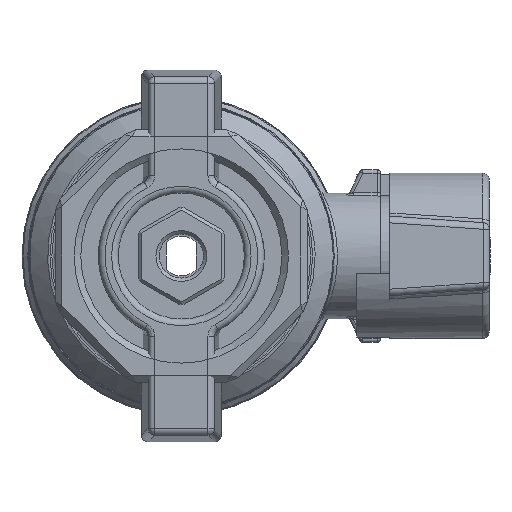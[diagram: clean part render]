
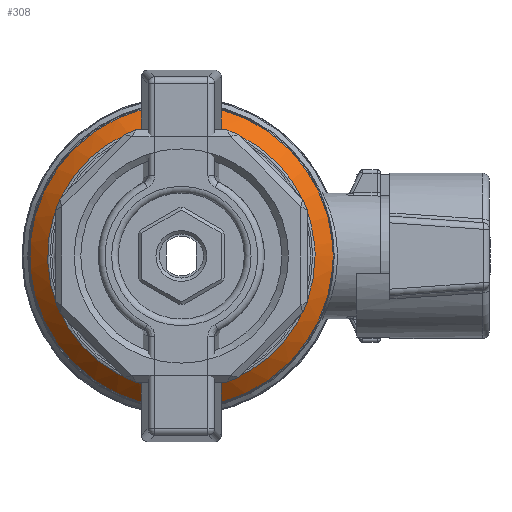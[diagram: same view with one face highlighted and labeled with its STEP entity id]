
A CAD part, front view. The second image highlights one B-rep face of the part: STEP entity #308.
In plain terms, the highlighted conical face has half-angle 45 degrees and reference radius 23 mm.
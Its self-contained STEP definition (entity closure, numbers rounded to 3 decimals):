
#308 = ADVANCED_FACE( '', ( #871, #872 ), #873, .T. );
#871 = FACE_OUTER_BOUND( '', #1744, .T. );
#872 = FACE_BOUND( '', #1745, .T. );
#873 = CONICAL_SURFACE( '', #1746, 23., 0.785 );
#1744 = EDGE_LOOP( '', ( #3847, #3848 ) );
#1745 = EDGE_LOOP( '', ( #3849 ) );
#1746 = AXIS2_PLACEMENT_3D( '', #3850, #3851, #3852 );
#3847 = ORIENTED_EDGE( '', *, *, #5998, .T. );
#3848 = ORIENTED_EDGE( '', *, *, #5999, .T. );
#3849 = ORIENTED_EDGE( '', *, *, #6000, .T. );
#3850 = CARTESIAN_POINT( '', ( 0., 32., 0. ) );
#3851 = DIRECTION( '', ( 0., 1., 0. ) );
#3852 = DIRECTION( '', ( 0., 0., 1. ) );
#5998 = EDGE_CURVE( '', #6866, #6867, #6868, .F. );
#5999 = EDGE_CURVE( '', #6867, #6866, #6869, .T. );
#6000 = EDGE_CURVE( '', #6870, #6870, #6871, .F. );
#6866 = VERTEX_POINT( '', #8127 );
#6867 = VERTEX_POINT( '', #8128 );
#6868 = CIRCLE( '', #8129, 22.854 );
#6869 = B_SPLINE_CURVE_WITH_KNOTS( '', 3, ( #8130, #8131, #8132, #8133, #8134, #8135, #8136, #8137, #8138, #8139, #8140, #8141, #8142, #8143, #8144, #8145, #8146, #8147, #8148, #8149, #8150, #8151, #8152, #8153, #8154, #8155 ), .UNSPECIFIED., .F., .F., ( 4, 2, 2, 2, 2, 1, 2, 2, 1, 2, 2, 2, 2, 4 ), ( 0., 0., 0.001, 0.001, 0.001, 0.002, 0.002, 0.002, 0.002, 0.002, 0.003, 0.003, 0.003, 0.004 ), .UNSPECIFIED. );
#6870 = VERTEX_POINT( '', #8156 );
#6871 = CIRCLE( '', #8157, 20.146 );
#8127 = CARTESIAN_POINT( '', ( 22.769, 31.854, 1.969 ) );
#8128 = CARTESIAN_POINT( '', ( 22.769, 31.854, -1.969 ) );
#8129 = AXIS2_PLACEMENT_3D( '', #11265, #11266, #11267 );
#8130 = CARTESIAN_POINT( '', ( 22.769, 31.854, -1.969 ) );
#8131 = CARTESIAN_POINT( '', ( 22.783, 31.854, -1.805 ) );
#8132 = CARTESIAN_POINT( '', ( 22.797, 31.855, -1.641 ) );
#8133 = CARTESIAN_POINT( '', ( 22.824, 31.861, -1.314 ) );
#8134 = CARTESIAN_POINT( '', ( 22.836, 31.864, -1.15 ) );
#8135 = CARTESIAN_POINT( '', ( 22.852, 31.87, -0.904 ) );
#8136 = CARTESIAN_POINT( '', ( 22.857, 31.872, -0.822 ) );
#8137 = CARTESIAN_POINT( '', ( 22.866, 31.875, -0.658 ) );
#8138 = CARTESIAN_POINT( '', ( 22.869, 31.876, -0.576 ) );
#8139 = CARTESIAN_POINT( '', ( 22.875, 31.879, -0.411 ) );
#8140 = CARTESIAN_POINT( '', ( 22.88, 31.881, -0.247 ) );
#8141 = CARTESIAN_POINT( '', ( 22.882, 31.882, -0.083 ) );
#8142 = CARTESIAN_POINT( '', ( 22.882, 31.882, 0.041 ) );
#8143 = CARTESIAN_POINT( '', ( 22.881, 31.882, 0.082 ) );
#8144 = CARTESIAN_POINT( '', ( 22.881, 31.881, 0.164 ) );
#8145 = CARTESIAN_POINT( '', ( 22.879, 31.88, 0.288 ) );
#8146 = CARTESIAN_POINT( '', ( 22.875, 31.879, 0.411 ) );
#8147 = CARTESIAN_POINT( '', ( 22.869, 31.876, 0.575 ) );
#8148 = CARTESIAN_POINT( '', ( 22.866, 31.875, 0.657 ) );
#8149 = CARTESIAN_POINT( '', ( 22.857, 31.872, 0.822 ) );
#8150 = CARTESIAN_POINT( '', ( 22.852, 31.87, 0.904 ) );
#8151 = CARTESIAN_POINT( '', ( 22.836, 31.864, 1.15 ) );
#8152 = CARTESIAN_POINT( '', ( 22.824, 31.861, 1.314 ) );
#8153 = CARTESIAN_POINT( '', ( 22.797, 31.855, 1.641 ) );
#8154 = CARTESIAN_POINT( '', ( 22.783, 31.854, 1.805 ) );
#8155 = CARTESIAN_POINT( '', ( 22.769, 31.854, 1.969 ) );
#8156 = CARTESIAN_POINT( '', ( 20.146, 29.146, 0. ) );
#8157 = AXIS2_PLACEMENT_3D( '', #11268, #11269, #11270 );
#11265 = CARTESIAN_POINT( '', ( 0., 31.854, 0. ) );
#11266 = DIRECTION( '', ( 0., 1., 0. ) );
#11267 = DIRECTION( '', ( 0., 0., 1. ) );
#11268 = CARTESIAN_POINT( '', ( 0., 29.146, 0. ) );
#11269 = DIRECTION( '', ( 0., -1., 0. ) );
#11270 = DIRECTION( '', ( 1., 0., 0. ) );
